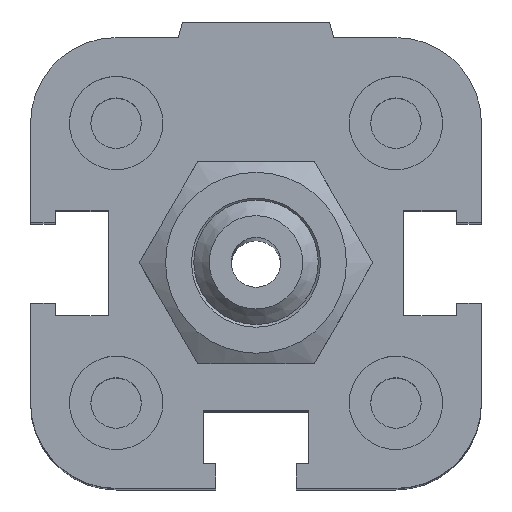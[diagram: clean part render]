
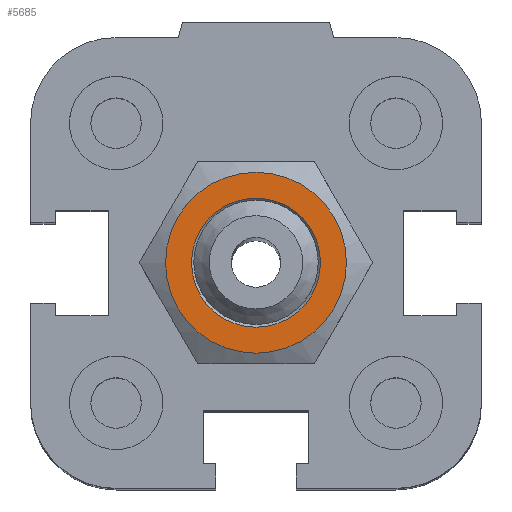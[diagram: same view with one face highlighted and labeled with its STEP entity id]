
A CAD part, top view. The second image highlights one B-rep face of the part: STEP entity #5685.
In plain terms, the highlighted planar face has unit normal (0, 0, 1).
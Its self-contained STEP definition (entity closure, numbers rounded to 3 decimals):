
#5506=CARTESIAN_POINT('',(2.909,5.038,5.0));
#5507=VERTEX_POINT('',#5506);
#5508=CARTESIAN_POINT('',(0.0,0.0,5.0));
#5509=DIRECTION('',(0.,0.,1.0));
#5510=DIRECTION('',(0.5,0.866,0.));
#5511=AXIS2_PLACEMENT_3D('',#5508,#5509,#5510);
#5512=CIRCLE('',#5511,5.818);
#5513=EDGE_CURVE('',#5507,#5507,#5512,.T.);
#5589=CARTESIAN_POINT('',(4.15,0.0,5.0));
#5590=VERTEX_POINT('',#5589);
#5591=CARTESIAN_POINT('',(0.0,0.0,5.0));
#5592=DIRECTION('',(0.0,0.0,-1.0));
#5593=DIRECTION('',(1.0,0.0,0.0));
#5594=AXIS2_PLACEMENT_3D('',#5591,#5592,#5593);
#5595=CIRCLE('',#5594,4.15);
#5596=EDGE_CURVE('',#5590,#5590,#5595,.T.);
#5674=CARTESIAN_POINT('',(0.,0.,5.0));
#5675=DIRECTION('',(0.0,0.0,1.0));
#5676=DIRECTION('',(1.0,0.0,0.0));
#5677=AXIS2_PLACEMENT_3D('',#5674,#5675,#5676);
#5678=PLANE('',#5677);
#5679=ORIENTED_EDGE('',*,*,#5513,.T.);
#5680=EDGE_LOOP('',(#5679));
#5681=FACE_OUTER_BOUND('',#5680,.T.);
#5682=ORIENTED_EDGE('',*,*,#5596,.T.);
#5683=EDGE_LOOP('',(#5682));
#5684=FACE_BOUND('',#5683,.T.);
#5685=ADVANCED_FACE('',(#5681,#5684),#5678,.T.);
